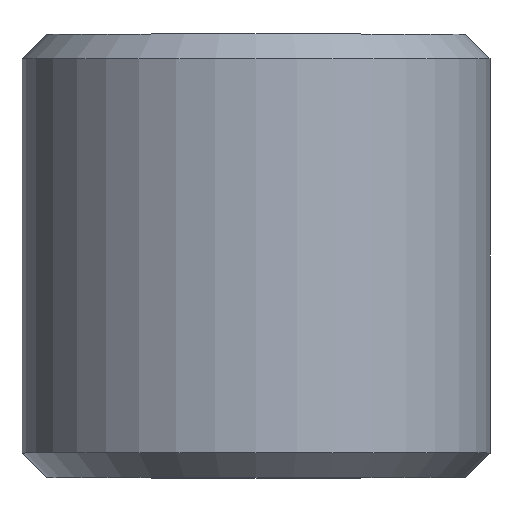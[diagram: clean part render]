
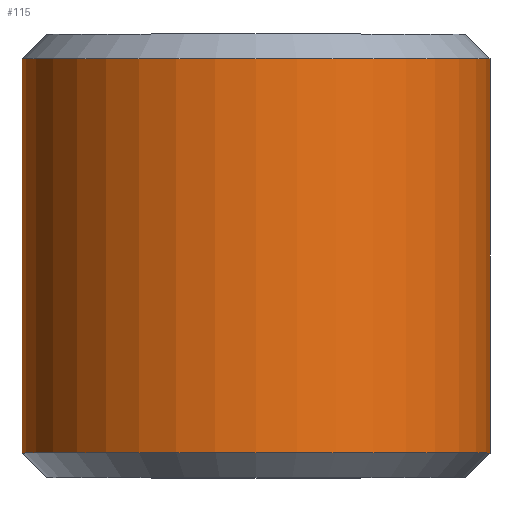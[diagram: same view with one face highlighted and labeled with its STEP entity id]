
A CAD part, top view. The second image highlights one B-rep face of the part: STEP entity #115.
In plain terms, the highlighted cylindrical face has radius 9.5 mm (diameter 19 mm), a full revolution.
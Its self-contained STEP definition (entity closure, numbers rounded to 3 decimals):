
#31=ORIENTED_EDGE('',*,*,#49,.T.);
#32=ORIENTED_EDGE('',*,*,#50,.T.);
#49=EDGE_CURVE('',#58,#58,#67,.F.);
#50=EDGE_CURVE('',#59,#59,#68,.T.);
#58=VERTEX_POINT('',#205);
#59=VERTEX_POINT('',#207);
#67=CIRCLE('',#141,9.5);
#68=CIRCLE('',#142,9.5);
#76=EDGE_LOOP('',(#31));
#77=EDGE_LOOP('',(#32));
#94=FACE_BOUND('',#76,.T.);
#95=FACE_BOUND('',#77,.T.);
#112=CYLINDRICAL_SURFACE('',#140,9.5);
#115=ADVANCED_FACE('',(#94,#95),#112,.T.);
#140=AXIS2_PLACEMENT_3D('',#203,#162,#163);
#141=AXIS2_PLACEMENT_3D('',#204,#164,#165);
#142=AXIS2_PLACEMENT_3D('',#206,#166,#167);
#162=DIRECTION('',(0.,1.,0.));
#163=DIRECTION('',(-1.,0.,0.));
#164=DIRECTION('',(0.,1.,0.));
#165=DIRECTION('',(0.,0.,1.));
#166=DIRECTION('',(0.,1.,0.));
#167=DIRECTION('',(0.,0.,1.));
#203=CARTESIAN_POINT('',(-18.129,-91.383,-28.5));
#204=CARTESIAN_POINT('',(-18.129,-74.383,-28.5));
#205=CARTESIAN_POINT('',(-18.129,-74.383,-19.));
#206=CARTESIAN_POINT('',(-18.129,-90.383,-28.5));
#207=CARTESIAN_POINT('',(-18.129,-90.383,-19.));
